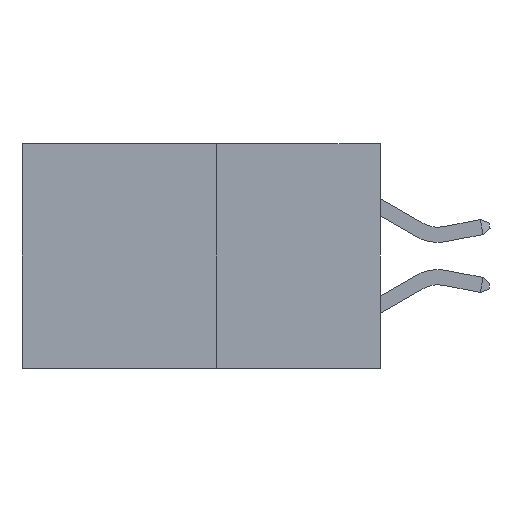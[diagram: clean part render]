
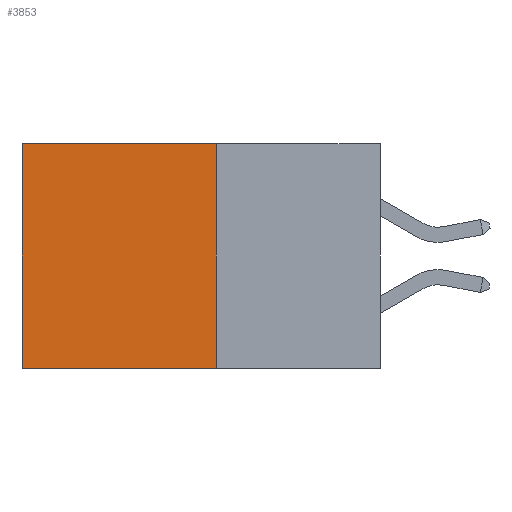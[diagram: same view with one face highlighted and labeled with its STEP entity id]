
A CAD part, left-side view. The second image highlights one B-rep face of the part: STEP entity #3853.
In plain terms, the highlighted planar face has unit normal (-1, 0, 0).
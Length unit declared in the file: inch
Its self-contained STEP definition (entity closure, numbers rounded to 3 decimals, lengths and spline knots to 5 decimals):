
#58 = VECTOR ( 'NONE', #3621, 39.37008 ) ;
#68 = PLANE ( 'NONE',  #3417 ) ;
#430 = EDGE_CURVE ( 'NONE', #7698, #8546, #2057, .T. ) ;
#870 = VECTOR ( 'NONE', #4344, 39.37008 ) ;
#1457 = LINE ( 'NONE', #6528, #9164 ) ;
#2051 = CARTESIAN_POINT ( 'NONE',  ( 0.277, 0.27, -0.37 ) ) ;
#2057 = LINE ( 'NONE', #9110, #58 ) ;
#2319 = FACE_OUTER_BOUND ( 'NONE', #2400, .T. ) ;
#2400 = EDGE_LOOP ( 'NONE', ( #6798, #4790, #2596, #5257 ) ) ;
#2596 = ORIENTED_EDGE ( 'NONE', *, *, #5456, .F. ) ;
#2913 = LINE ( 'NONE', #2051, #870 ) ;
#2966 = CARTESIAN_POINT ( 'NONE',  ( 0.277, 0.27, -0.37 ) ) ;
#3080 = DIRECTION ( 'NONE',  ( 0., 0., -1. ) ) ;
#3131 = EDGE_CURVE ( 'NONE', #4466, #7698, #5037, .T. ) ;
#3417 = AXIS2_PLACEMENT_3D ( 'NONE', #7884, #9689, #9258 ) ;
#3621 = DIRECTION ( 'NONE',  ( 0., 0., -1. ) ) ;
#3853 = ADVANCED_FACE ( 'NONE', ( #2319 ), #68, .F. ) ;
#4344 = DIRECTION ( 'NONE',  ( 0., 1., 0. ) ) ;
#4466 = VERTEX_POINT ( 'NONE', #6937 ) ;
#4790 = ORIENTED_EDGE ( 'NONE', *, *, #8915, .F. ) ;
#5037 = LINE ( 'NONE', #9400, #7009 ) ;
#5257 = ORIENTED_EDGE ( 'NONE', *, *, #3131, .T. ) ;
#5456 = EDGE_CURVE ( 'NONE', #4466, #7193, #1457, .T. ) ;
#6528 = CARTESIAN_POINT ( 'NONE',  ( 0.277, 0.27, -0.37 ) ) ;
#6798 = ORIENTED_EDGE ( 'NONE', *, *, #430, .T. ) ;
#6937 = CARTESIAN_POINT ( 'NONE',  ( 0.277, 0.27, 0. ) ) ;
#7009 = VECTOR ( 'NONE', #9382, 39.37008 ) ;
#7193 = VERTEX_POINT ( 'NONE', #2966 ) ;
#7698 = VERTEX_POINT ( 'NONE', #8021 ) ;
#7884 = CARTESIAN_POINT ( 'NONE',  ( 0.277, 0.27, -0.37 ) ) ;
#8021 = CARTESIAN_POINT ( 'NONE',  ( 0.277, 0.59, 0. ) ) ;
#8546 = VERTEX_POINT ( 'NONE', #8943 ) ;
#8915 = EDGE_CURVE ( 'NONE', #7193, #8546, #2913, .T. ) ;
#8943 = CARTESIAN_POINT ( 'NONE',  ( 0.277, 0.59, -0.37 ) ) ;
#9110 = CARTESIAN_POINT ( 'NONE',  ( 0.277, 0.59, -0.37 ) ) ;
#9164 = VECTOR ( 'NONE', #3080, 39.37008 ) ;
#9258 = DIRECTION ( 'NONE',  ( 0., 0., -1. ) ) ;
#9382 = DIRECTION ( 'NONE',  ( 0., 1., 0. ) ) ;
#9400 = CARTESIAN_POINT ( 'NONE',  ( 0.277, 0.27, 0. ) ) ;
#9689 = DIRECTION ( 'NONE',  ( 1., 0., 0. ) ) ;
